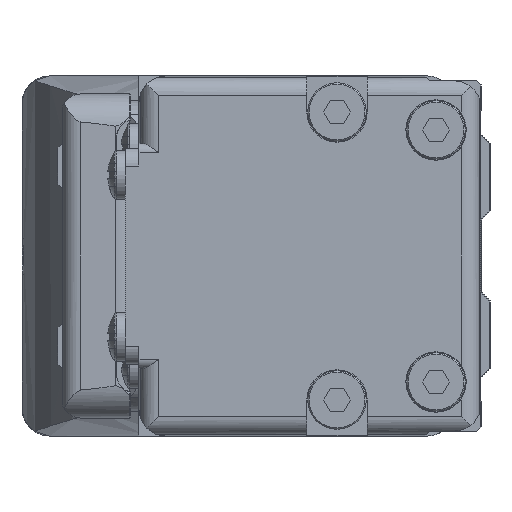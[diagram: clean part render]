
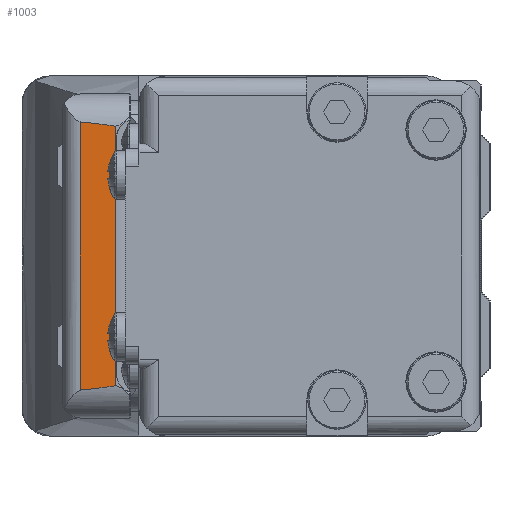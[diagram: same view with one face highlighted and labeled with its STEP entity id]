
A CAD part, left-side view. The second image highlights one B-rep face of the part: STEP entity #1003.
In plain terms, the highlighted planar face has unit normal (-1, 0.02, 0).
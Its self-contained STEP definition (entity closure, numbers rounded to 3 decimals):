
#1003 = ADVANCED_FACE( '', ( #2588 ), #2589, .F. );
#2588 = FACE_OUTER_BOUND( '', #4963, .T. );
#2589 = PLANE( '', #4964 );
#4963 = EDGE_LOOP( '', ( #7874, #7875, #7876, #7877 ) );
#4964 = AXIS2_PLACEMENT_3D( '', #7878, #7879, #7880 );
#7874 = ORIENTED_EDGE( '', *, *, #13518, .T. );
#7875 = ORIENTED_EDGE( '', *, *, #13519, .T. );
#7876 = ORIENTED_EDGE( '', *, *, #13198, .F. );
#7877 = ORIENTED_EDGE( '', *, *, #13520, .T. );
#7878 = CARTESIAN_POINT( '', ( -37.9, 5.541, 18. ) );
#7879 = DIRECTION( '', ( 1., -0.02, 0. ) );
#7880 = DIRECTION( '', ( 0.02, 1., 0. ) );
#13198 = EDGE_CURVE( '', #15673, #15675, #15676, .T. );
#13518 = EDGE_CURVE( '', #16223, #16224, #16225, .T. );
#13519 = EDGE_CURVE( '', #16224, #15675, #16226, .F. );
#13520 = EDGE_CURVE( '', #15673, #16223, #16227, .F. );
#15673 = VERTEX_POINT( '', #19325 );
#15675 = VERTEX_POINT( '', #19336 );
#15676 = LINE( '', #19337, #19338 );
#16223 = VERTEX_POINT( '', #20240 );
#16224 = VERTEX_POINT( '', #20241 );
#16225 = LINE( '', #20242, #20243 );
#16226 = ELLIPSE( '', #20244, 196.826, 4. );
#16227 = ELLIPSE( '', #20245, 196.826, 4. );
#19325 = CARTESIAN_POINT( '', ( -37.979, 1.629, 14.408 ) );
#19336 = CARTESIAN_POINT( '', ( -37.979, 1.629, -14.408 ) );
#19337 = CARTESIAN_POINT( '', ( -37.979, 1.629, 18. ) );
#19338 = VECTOR( '', #23861, 1000. );
#20240 = CARTESIAN_POINT( '', ( -37.9, 5.541, 14.891 ) );
#20241 = CARTESIAN_POINT( '', ( -37.9, 5.541, -14.891 ) );
#20242 = CARTESIAN_POINT( '', ( -37.9, 5.541, 18. ) );
#20243 = VECTOR( '', #24242, 1000. );
#20244 = AXIS2_PLACEMENT_3D( '', #24243, #24244, #24245 );
#20245 = AXIS2_PLACEMENT_3D( '', #24246, #24247, #24248 );
#23861 = DIRECTION( '', ( 0., 0., -1. ) );
#24242 = DIRECTION( '', ( 0., 0., -1. ) );
#24243 = CARTESIAN_POINT( '', ( -34., 197.386, -14. ) );
#24244 = DIRECTION( '', ( 1., -0.02, 0. ) );
#24245 = DIRECTION( '', ( -0.02, -1., 0. ) );
#24246 = CARTESIAN_POINT( '', ( -34., 197.386, 14. ) );
#24247 = DIRECTION( '', ( 1., -0.02, 0. ) );
#24248 = DIRECTION( '', ( -0.02, -1., 0. ) );
